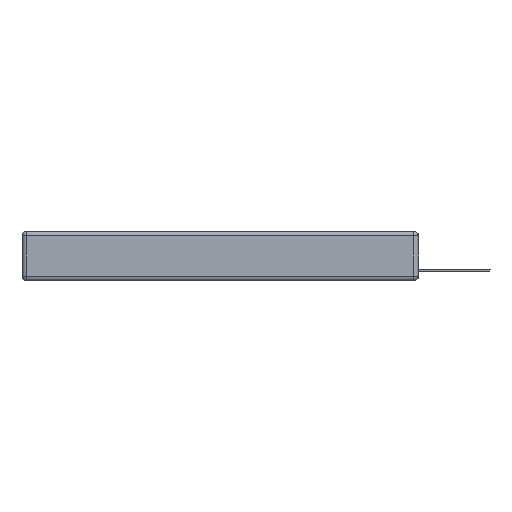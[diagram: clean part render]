
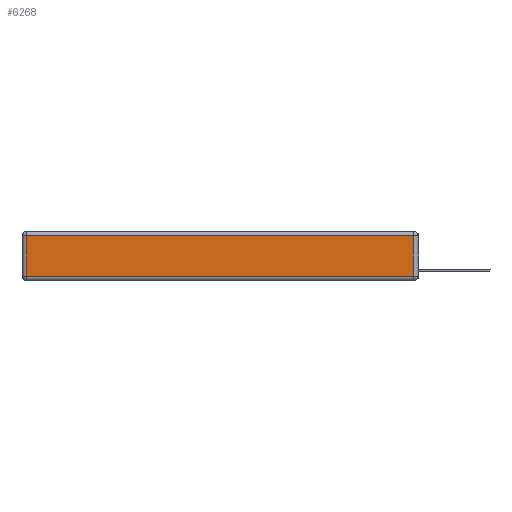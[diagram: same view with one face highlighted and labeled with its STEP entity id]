
A CAD part, left-side view. The second image highlights one B-rep face of the part: STEP entity #6268.
In plain terms, the highlighted planar face has unit normal (-1, 0, 0).
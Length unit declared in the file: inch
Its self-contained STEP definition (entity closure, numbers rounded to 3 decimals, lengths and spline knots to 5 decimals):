
#117 = DIRECTION ( 'NONE',  ( 0., 0., 1. ) ) ;
#328 = LINE ( 'NONE', #3630, #11813 ) ;
#712 = LINE ( 'NONE', #7109, #11378 ) ;
#2106 = CARTESIAN_POINT ( 'NONE',  ( 0., 2.72, -0.313 ) ) ;
#2503 = VECTOR ( 'NONE', #12165, 39.37008 ) ;
#2806 = LINE ( 'NONE', #15308, #14916 ) ;
#2905 = VERTEX_POINT ( 'NONE', #8738 ) ;
#3630 = CARTESIAN_POINT ( 'NONE',  ( 0., 0., -0.313 ) ) ;
#5874 = VERTEX_POINT ( 'NONE', #8402 ) ;
#6268 = ADVANCED_FACE ( 'NONE', ( #12823 ), #19128, .T. ) ;
#7109 = CARTESIAN_POINT ( 'NONE',  ( 0., 0.03, -0.343 ) ) ;
#7636 = VERTEX_POINT ( 'NONE', #2106 ) ;
#8402 = CARTESIAN_POINT ( 'NONE',  ( 0., 0.03, -0.313 ) ) ;
#8738 = CARTESIAN_POINT ( 'NONE',  ( 0., 0.03, -0.03 ) ) ;
#9069 = CARTESIAN_POINT ( 'NONE',  ( 0., 2.75, -0.03 ) ) ;
#9092 = DIRECTION ( 'NONE',  ( 0., 0., -1. ) ) ;
#9303 = ORIENTED_EDGE ( 'NONE', *, *, #11122, .T. ) ;
#9558 = EDGE_CURVE ( 'NONE', #13220, #7636, #2806, .T. ) ;
#9737 = EDGE_LOOP ( 'NONE', ( #9303, #17033, #10223, #13011 ) ) ;
#9826 = DIRECTION ( 'NONE',  ( 0., -1., 0. ) ) ;
#9995 = EDGE_CURVE ( 'NONE', #2905, #13220, #19927, .T. ) ;
#10223 = ORIENTED_EDGE ( 'NONE', *, *, #9995, .T. ) ;
#11122 = EDGE_CURVE ( 'NONE', #7636, #5874, #328, .T. ) ;
#11318 = AXIS2_PLACEMENT_3D ( 'NONE', #15828, #14265, #117 ) ;
#11378 = VECTOR ( 'NONE', #13411, 39.37008 ) ;
#11813 = VECTOR ( 'NONE', #9826, 39.37008 ) ;
#12165 = DIRECTION ( 'NONE',  ( 0., 1., 0. ) ) ;
#12823 = FACE_OUTER_BOUND ( 'NONE', #9737, .T. ) ;
#13011 = ORIENTED_EDGE ( 'NONE', *, *, #9558, .T. ) ;
#13220 = VERTEX_POINT ( 'NONE', #16090 ) ;
#13411 = DIRECTION ( 'NONE',  ( 0., 0., 1. ) ) ;
#14265 = DIRECTION ( 'NONE',  ( -1., 0., 0. ) ) ;
#14916 = VECTOR ( 'NONE', #9092, 39.37008 ) ;
#15308 = CARTESIAN_POINT ( 'NONE',  ( 0., 2.72, -0.343 ) ) ;
#15828 = CARTESIAN_POINT ( 'NONE',  ( 0., 0., -0.343 ) ) ;
#16090 = CARTESIAN_POINT ( 'NONE',  ( 0., 2.72, -0.03 ) ) ;
#17033 = ORIENTED_EDGE ( 'NONE', *, *, #19038, .T. ) ;
#19038 = EDGE_CURVE ( 'NONE', #5874, #2905, #712, .T. ) ;
#19128 = PLANE ( 'NONE',  #11318 ) ;
#19927 = LINE ( 'NONE', #9069, #2503 ) ;
